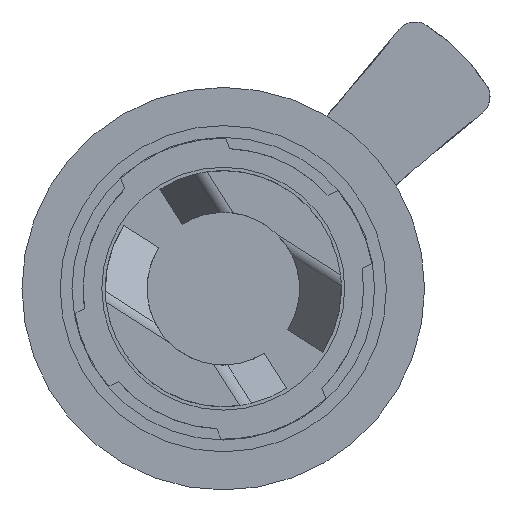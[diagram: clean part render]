
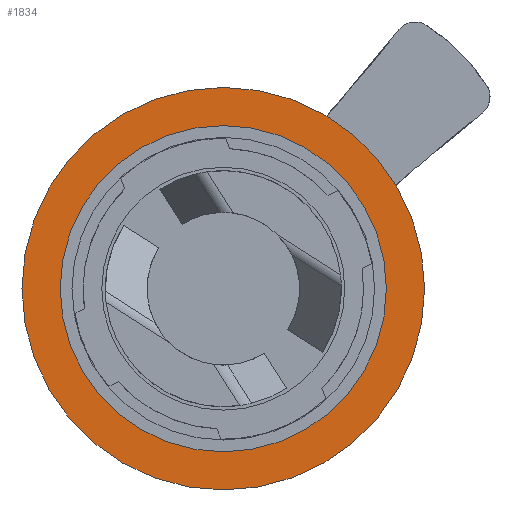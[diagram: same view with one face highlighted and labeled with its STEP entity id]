
A CAD part, front view. The second image highlights one B-rep face of the part: STEP entity #1834.
In plain terms, the highlighted planar face has unit normal (0, -1, 0).
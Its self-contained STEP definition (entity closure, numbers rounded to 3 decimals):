
#334=CARTESIAN_POINT('',(0.,-29.8,0.));
#335=DIRECTION('',(0.,-1.,0.));
#336=DIRECTION('',(1.,0.,0.));
#337=AXIS2_PLACEMENT_3D('',#334,#335,#336);
#344=CARTESIAN_POINT('',(0.,-29.8,0.));
#345=DIRECTION('',(0.,-1.,0.));
#346=DIRECTION('',(1.,0.,0.));
#347=AXIS2_PLACEMENT_3D('',#344,#345,#346);
#357=CARTESIAN_POINT('',(0.,-29.8,0.));
#358=DIRECTION('',(0.,1.,0.));
#359=DIRECTION('',(1.,0.,0.));
#360=AXIS2_PLACEMENT_3D('',#357,#358,#359);
#979=CARTESIAN_POINT('',(0.,-29.8,0.));
#980=DIRECTION('',(0.,-1.,0.));
#981=DIRECTION('',(-1.,0.,0.));
#982=AXIS2_PLACEMENT_3D('',#979,#980,#981);
#1235=CARTESIAN_POINT('',(14.5,-29.8,0.));
#1237=VERTEX_POINT('',#1235);
#1239=CARTESIAN_POINT('',(-14.5,-29.8,0.));
#1241=VERTEX_POINT('',#1239);
#1243=CARTESIAN_POINT('',(11.75,-29.8,0.));
#1244=CARTESIAN_POINT('',(-11.75,-29.8,0.));
#1245=VERTEX_POINT('',#1243);
#1246=VERTEX_POINT('',#1244);
#1818=CARTESIAN_POINT('',(0.,-29.8,0.));
#1819=DIRECTION('',(0.,-1.,0.));
#1820=DIRECTION('',(-1.,0.,0.));
#1821=AXIS2_PLACEMENT_3D('',#1818,#1819,#1820);
#1822=PLANE('',#1821);
#1824=ORIENTED_EDGE('',*,*,#1823,.F.);
#1826=ORIENTED_EDGE('',*,*,#1825,.T.);
#1827=EDGE_LOOP('',(#1824,#1826));
#1828=FACE_OUTER_BOUND('',#1827,.F.);
#1829=ORIENTED_EDGE('',*,*,#1808,.T.);
#1831=ORIENTED_EDGE('',*,*,#1830,.T.);
#1832=EDGE_LOOP('',(#1829,#1831));
#1833=FACE_BOUND('',#1832,.F.);
#338=CIRCLE('',#337,11.75);
#348=CIRCLE('',#347,14.5);
#361=CIRCLE('',#360,14.5);
#983=CIRCLE('',#982,11.75);
#1808=EDGE_CURVE('',#1245,#1246,#338,.T.);
#1823=EDGE_CURVE('',#1237,#1241,#348,.T.);
#1825=EDGE_CURVE('',#1237,#1241,#361,.T.);
#1830=EDGE_CURVE('',#1246,#1245,#983,.T.);
#1834=ADVANCED_FACE('',(#1828,#1833),#1822,.T.);
